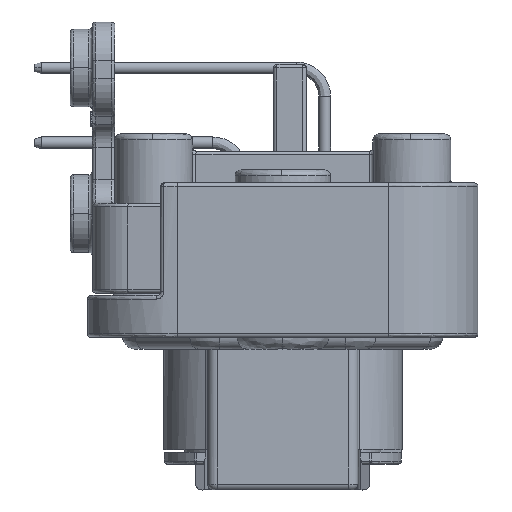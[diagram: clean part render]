
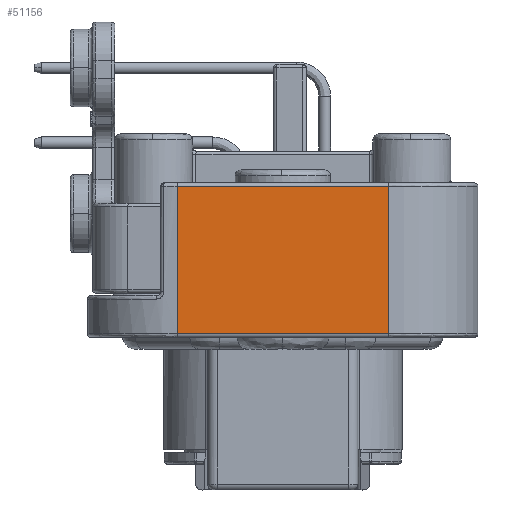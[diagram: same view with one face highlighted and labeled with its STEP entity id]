
A CAD part, front view. The second image highlights one B-rep face of the part: STEP entity #51156.
In plain terms, the highlighted planar face has unit normal (0, -1, 0).
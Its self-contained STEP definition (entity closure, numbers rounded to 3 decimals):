
#193 = LINE ( 'NONE', #2560, #36895 ) ;
#2560 = CARTESIAN_POINT ( 'NONE',  ( -8.95, -26.28, -37.589 ) ) ;
#4502 = FACE_OUTER_BOUND ( 'NONE', #35393, .T. ) ;
#6303 = DIRECTION ( 'NONE',  ( -1., 0., 0. ) ) ;
#6479 = DIRECTION ( 'NONE',  ( 0., 0., -1. ) ) ;
#9672 = LINE ( 'NONE', #46659, #47945 ) ;
#10502 = DIRECTION ( 'NONE',  ( 0., 0., 1. ) ) ;
#13428 = CARTESIAN_POINT ( 'NONE',  ( -8.95, -26.28, 22.35 ) ) ;
#16343 = DIRECTION ( 'NONE',  ( 0., -1., 0. ) ) ;
#16984 = VERTEX_POINT ( 'NONE', #47930 ) ;
#20557 = ORIENTED_EDGE ( 'NONE', *, *, #47181, .F. ) ;
#20579 = ORIENTED_EDGE ( 'NONE', *, *, #31029, .T. ) ;
#21807 = CARTESIAN_POINT ( 'NONE',  ( 9.125, -26.28, 9.85 ) ) ;
#25447 = VERTEX_POINT ( 'NONE', #13428 ) ;
#26375 = CARTESIAN_POINT ( 'NONE',  ( -16.55, -26.28, 22.65 ) ) ;
#27203 = LINE ( 'NONE', #40801, #49096 ) ;
#27476 = EDGE_CURVE ( 'NONE', #44853, #16984, #27203, .T. ) ;
#28575 = ORIENTED_EDGE ( 'NONE', *, *, #53291, .F. ) ;
#31029 = EDGE_CURVE ( 'NONE', #16984, #25447, #9672, .T. ) ;
#33270 = ORIENTED_EDGE ( 'NONE', *, *, #27476, .T. ) ;
#35393 = EDGE_LOOP ( 'NONE', ( #33270, #20579, #20557, #28575 ) ) ;
#35863 = VERTEX_POINT ( 'NONE', #48255 ) ;
#36895 = VECTOR ( 'NONE', #46504, 1000. ) ;
#37037 = DIRECTION ( 'NONE',  ( -1., 0., 0. ) ) ;
#37887 = LINE ( 'NONE', #21807, #47311 ) ;
#40801 = CARTESIAN_POINT ( 'NONE',  ( 8.95, -26.28, 22.65 ) ) ;
#44853 = VERTEX_POINT ( 'NONE', #53314 ) ;
#46210 = PLANE ( 'NONE',  #64297 ) ;
#46504 = DIRECTION ( 'NONE',  ( 0., 0., 1. ) ) ;
#46659 = CARTESIAN_POINT ( 'NONE',  ( -16.55, -26.28, 22.35 ) ) ;
#47181 = EDGE_CURVE ( 'NONE', #35863, #25447, #193, .T. ) ;
#47311 = VECTOR ( 'NONE', #6303, 1000. ) ;
#47930 = CARTESIAN_POINT ( 'NONE',  ( 8.95, -26.28, 22.35 ) ) ;
#47945 = VECTOR ( 'NONE', #37037, 1000. ) ;
#48255 = CARTESIAN_POINT ( 'NONE',  ( -8.95, -26.28, 9.85 ) ) ;
#49096 = VECTOR ( 'NONE', #10502, 1000. ) ;
#51156 = ADVANCED_FACE ( 'NONE', ( #4502 ), #46210, .T. ) ;
#53291 = EDGE_CURVE ( 'NONE', #44853, #35863, #37887, .T. ) ;
#53314 = CARTESIAN_POINT ( 'NONE',  ( 8.95, -26.28, 9.85 ) ) ;
#64297 = AXIS2_PLACEMENT_3D ( 'NONE', #26375, #16343, #6479 ) ;
